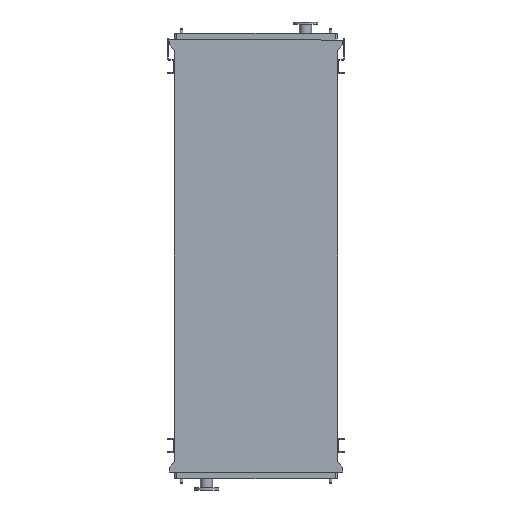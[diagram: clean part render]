
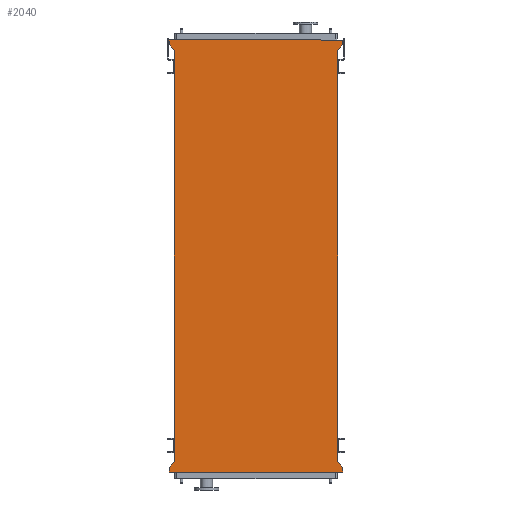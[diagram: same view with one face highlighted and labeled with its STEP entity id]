
A CAD part, front view. The second image highlights one B-rep face of the part: STEP entity #2040.
In plain terms, the highlighted planar face has unit normal (0, -1, 0).
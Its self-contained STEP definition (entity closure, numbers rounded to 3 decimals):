
#12 = CARTESIAN_POINT ( 'NONE',  ( -771., 0., 53. ) ) ;
#145 = PLANE ( 'NONE',  #13661 ) ;
#200 = CARTESIAN_POINT ( 'NONE',  ( -725., 0., -3650. ) ) ;
#296 = ORIENTED_EDGE ( 'NONE', *, *, #15582, .F. ) ;
#299 = DIRECTION ( 'NONE',  ( 0., 0., -1. ) ) ;
#337 = DIRECTION ( 'NONE',  ( 0., -1., 0. ) ) ;
#853 = ORIENTED_EDGE ( 'NONE', *, *, #15417, .F. ) ;
#950 = VECTOR ( 'NONE', #10094, 1000. ) ;
#1315 = LINE ( 'NONE', #14046, #12669 ) ;
#1353 = ORIENTED_EDGE ( 'NONE', *, *, #5339, .F. ) ;
#1454 = VERTEX_POINT ( 'NONE', #2599 ) ;
#1494 = VERTEX_POINT ( 'NONE', #2750 ) ;
#1566 = CARTESIAN_POINT ( 'NONE',  ( -771., 0., -3745. ) ) ;
#1844 = ORIENTED_EDGE ( 'NONE', *, *, #15627, .F. ) ;
#2040 = ADVANCED_FACE ( 'NONE', ( #15788 ), #145, .T. ) ;
#2258 = CARTESIAN_POINT ( 'NONE',  ( 725., 0., -3650. ) ) ;
#2467 = VECTOR ( 'NONE', #12541, 1000. ) ;
#2599 = CARTESIAN_POINT ( 'NONE',  ( 771., 0., 53. ) ) ;
#2750 = CARTESIAN_POINT ( 'NONE',  ( -771., 0., 95. ) ) ;
#2934 = LINE ( 'NONE', #12526, #2467 ) ;
#3190 = LINE ( 'NONE', #4965, #16151 ) ;
#3238 = LINE ( 'NONE', #15907, #13350 ) ;
#3754 = EDGE_CURVE ( 'NONE', #1454, #10324, #11358, .T. ) ;
#4042 = ORIENTED_EDGE ( 'NONE', *, *, #10261, .F. ) ;
#4292 = EDGE_CURVE ( 'NONE', #4529, #5548, #15743, .T. ) ;
#4350 = EDGE_CURVE ( 'NONE', #15969, #4543, #8630, .T. ) ;
#4427 = DIRECTION ( 'NONE',  ( -1., 0., 0. ) ) ;
#4529 = VERTEX_POINT ( 'NONE', #1566 ) ;
#4543 = VERTEX_POINT ( 'NONE', #5835 ) ;
#4719 = VECTOR ( 'NONE', #15119, 1000. ) ;
#4741 = DIRECTION ( 'NONE',  ( -0.655, 0., 0.755 ) ) ;
#4892 = DIRECTION ( 'NONE',  ( 0., 0., 1. ) ) ;
#4965 = CARTESIAN_POINT ( 'NONE',  ( -725., 0., 0. ) ) ;
#5258 = VECTOR ( 'NONE', #5736, 1000. ) ;
#5339 = EDGE_CURVE ( 'NONE', #5548, #14776, #9254, .T. ) ;
#5414 = CARTESIAN_POINT ( 'NONE',  ( 771., 0., -3745. ) ) ;
#5548 = VERTEX_POINT ( 'NONE', #9810 ) ;
#5657 = VECTOR ( 'NONE', #8816, 1000. ) ;
#5728 = LINE ( 'NONE', #6195, #5258 ) ;
#5736 = DIRECTION ( 'NONE',  ( 0., 0., 1. ) ) ;
#5835 = CARTESIAN_POINT ( 'NONE',  ( 771., 0., -3703. ) ) ;
#6072 = CARTESIAN_POINT ( 'NONE',  ( -725., 0., 0. ) ) ;
#6150 = CARTESIAN_POINT ( 'NONE',  ( -725., 0., -3650. ) ) ;
#6195 = CARTESIAN_POINT ( 'NONE',  ( 725., 0., -3650. ) ) ;
#6286 = LINE ( 'NONE', #5414, #15849 ) ;
#6891 = VERTEX_POINT ( 'NONE', #8607 ) ;
#7786 = VECTOR ( 'NONE', #12463, 1000. ) ;
#8412 = EDGE_CURVE ( 'NONE', #14776, #12354, #1315, .T. ) ;
#8471 = ORIENTED_EDGE ( 'NONE', *, *, #15026, .F. ) ;
#8494 = CARTESIAN_POINT ( 'NONE',  ( 771., 0., 95. ) ) ;
#8607 = CARTESIAN_POINT ( 'NONE',  ( 771., 0., -3745. ) ) ;
#8630 = LINE ( 'NONE', #16330, #4719 ) ;
#8816 = DIRECTION ( 'NONE',  ( 0., 0., 1. ) ) ;
#8908 = VERTEX_POINT ( 'NONE', #11858 ) ;
#9254 = LINE ( 'NONE', #16372, #14942 ) ;
#9312 = ORIENTED_EDGE ( 'NONE', *, *, #4292, .F. ) ;
#9762 = ORIENTED_EDGE ( 'NONE', *, *, #4350, .F. ) ;
#9810 = CARTESIAN_POINT ( 'NONE',  ( -771., 0., -3703. ) ) ;
#10063 = VECTOR ( 'NONE', #4892, 1000. ) ;
#10094 = DIRECTION ( 'NONE',  ( 0., 0., -1. ) ) ;
#10167 = CARTESIAN_POINT ( 'NONE',  ( 771., 0., -3703. ) ) ;
#10261 = EDGE_CURVE ( 'NONE', #10903, #1454, #3238, .T. ) ;
#10324 = VERTEX_POINT ( 'NONE', #15567 ) ;
#10903 = VERTEX_POINT ( 'NONE', #8494 ) ;
#11358 = LINE ( 'NONE', #13486, #7786 ) ;
#11858 = CARTESIAN_POINT ( 'NONE',  ( -771., 0., 53. ) ) ;
#12338 = ORIENTED_EDGE ( 'NONE', *, *, #8412, .F. ) ;
#12354 = VERTEX_POINT ( 'NONE', #6072 ) ;
#12463 = DIRECTION ( 'NONE',  ( -0.655, 0., -0.755 ) ) ;
#12526 = CARTESIAN_POINT ( 'NONE',  ( -771., 0., 95. ) ) ;
#12541 = DIRECTION ( 'NONE',  ( 1., 0., 0. ) ) ;
#12558 = EDGE_LOOP ( 'NONE', ( #14313, #17054, #4042, #296, #8471, #853, #12338, #1353, #9312, #12690, #1844, #9762 ) ) ;
#12669 = VECTOR ( 'NONE', #14072, 1000. ) ;
#12690 = ORIENTED_EDGE ( 'NONE', *, *, #15422, .F. ) ;
#13350 = VECTOR ( 'NONE', #15885, 1000. ) ;
#13486 = CARTESIAN_POINT ( 'NONE',  ( 771., 0., 53. ) ) ;
#13661 = AXIS2_PLACEMENT_3D ( 'NONE', #200, #337, #299 ) ;
#14046 = CARTESIAN_POINT ( 'NONE',  ( -725., 0., -3650. ) ) ;
#14072 = DIRECTION ( 'NONE',  ( 0., 0., 1. ) ) ;
#14313 = ORIENTED_EDGE ( 'NONE', *, *, #14778, .T. ) ;
#14776 = VERTEX_POINT ( 'NONE', #6150 ) ;
#14778 = EDGE_CURVE ( 'NONE', #15969, #10324, #5728, .T. ) ;
#14872 = CARTESIAN_POINT ( 'NONE',  ( -771., 0., -3745. ) ) ;
#14942 = VECTOR ( 'NONE', #16110, 1000. ) ;
#15026 = EDGE_CURVE ( 'NONE', #8908, #1494, #16162, .T. ) ;
#15119 = DIRECTION ( 'NONE',  ( 0.655, 0., -0.755 ) ) ;
#15335 = LINE ( 'NONE', #10167, #950 ) ;
#15417 = EDGE_CURVE ( 'NONE', #12354, #8908, #3190, .T. ) ;
#15422 = EDGE_CURVE ( 'NONE', #6891, #4529, #6286, .T. ) ;
#15567 = CARTESIAN_POINT ( 'NONE',  ( 725., 0., 0. ) ) ;
#15582 = EDGE_CURVE ( 'NONE', #1494, #10903, #2934, .T. ) ;
#15627 = EDGE_CURVE ( 'NONE', #4543, #6891, #15335, .T. ) ;
#15743 = LINE ( 'NONE', #14872, #5657 ) ;
#15788 = FACE_OUTER_BOUND ( 'NONE', #12558, .T. ) ;
#15849 = VECTOR ( 'NONE', #4427, 1000. ) ;
#15885 = DIRECTION ( 'NONE',  ( 0., 0., -1. ) ) ;
#15907 = CARTESIAN_POINT ( 'NONE',  ( 771., 0., 95. ) ) ;
#15969 = VERTEX_POINT ( 'NONE', #2258 ) ;
#16110 = DIRECTION ( 'NONE',  ( 0.655, 0., 0.755 ) ) ;
#16151 = VECTOR ( 'NONE', #4741, 1000. ) ;
#16162 = LINE ( 'NONE', #12, #10063 ) ;
#16330 = CARTESIAN_POINT ( 'NONE',  ( 725., 0., -3650. ) ) ;
#16372 = CARTESIAN_POINT ( 'NONE',  ( -771., 0., -3703. ) ) ;
#17054 = ORIENTED_EDGE ( 'NONE', *, *, #3754, .F. ) ;
